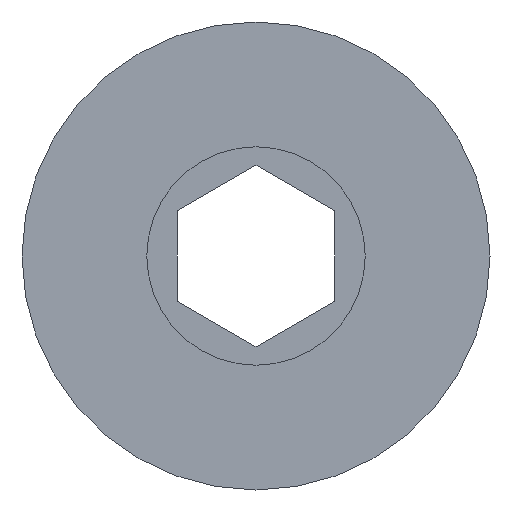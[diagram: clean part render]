
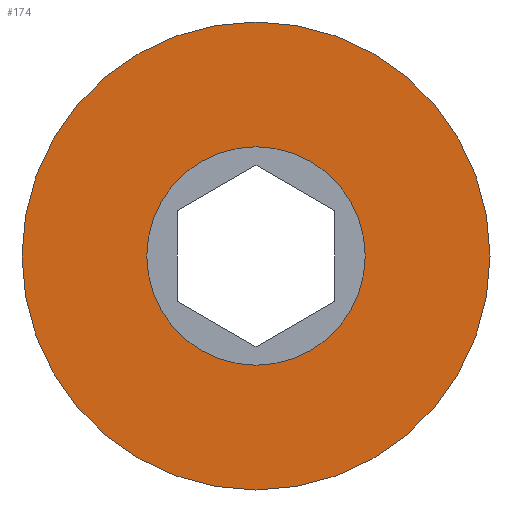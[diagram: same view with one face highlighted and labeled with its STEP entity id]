
A CAD part, left-side view. The second image highlights one B-rep face of the part: STEP entity #174.
In plain terms, the highlighted planar face has unit normal (-1, 0, 0).
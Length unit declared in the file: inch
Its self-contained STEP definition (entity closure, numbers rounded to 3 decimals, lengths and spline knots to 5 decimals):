
#23 = AXIS2_PLACEMENT_3D ( 'NONE', #641, #482, #259 ) ;
#123 = VERTEX_POINT ( 'NONE', #681 ) ;
#127 = DIRECTION ( 'NONE',  ( 1., 0., 0. ) ) ;
#157 = AXIS2_PLACEMENT_3D ( 'NONE', #185, #234, #611 ) ;
#171 = CARTESIAN_POINT ( 'NONE',  ( -0.21875, 0., 0. ) ) ;
#174 = ADVANCED_FACE ( 'NONE', ( #499, #505 ), #629, .F. ) ;
#185 = CARTESIAN_POINT ( 'NONE',  ( -0.21875, 0., 0. ) ) ;
#198 = DIRECTION ( 'NONE',  ( 0., 0., -1. ) ) ;
#234 = DIRECTION ( 'NONE',  ( -1., 0., 0. ) ) ;
#238 = CARTESIAN_POINT ( 'NONE',  ( -0.21875, 0., 0. ) ) ;
#255 = CARTESIAN_POINT ( 'NONE',  ( -0.21875, 0., 0.35 ) ) ;
#256 = ORIENTED_EDGE ( 'NONE', *, *, #329, .F. ) ;
#258 = ORIENTED_EDGE ( 'NONE', *, *, #723, .F. ) ;
#259 = DIRECTION ( 'NONE',  ( 0., 0., 1. ) ) ;
#260 = CIRCLE ( 'NONE', #469, 0.75 ) ;
#264 = CARTESIAN_POINT ( 'NONE',  ( -0.21875, 0., -0.75 ) ) ;
#273 = DIRECTION ( 'NONE',  ( -1., 0., 0. ) ) ;
#279 = ORIENTED_EDGE ( 'NONE', *, *, #588, .T. ) ;
#284 = DIRECTION ( 'NONE',  ( -1., 0., 0. ) ) ;
#292 = CARTESIAN_POINT ( 'NONE',  ( -0.21875, 0., -0.35 ) ) ;
#302 = VERTEX_POINT ( 'NONE', #255 ) ;
#303 = CARTESIAN_POINT ( 'NONE',  ( -0.21875, 0., -0.35 ) ) ;
#329 = EDGE_CURVE ( 'NONE', #302, #654, #632, .T. ) ;
#333 = DIRECTION ( 'NONE',  ( 0., 0., 1. ) ) ;
#457 = EDGE_LOOP ( 'NONE', ( #279, #584 ) ) ;
#469 = AXIS2_PLACEMENT_3D ( 'NONE', #171, #273, #333 ) ;
#482 = DIRECTION ( 'NONE',  ( -1., 0., 0. ) ) ;
#486 = AXIS2_PLACEMENT_3D ( 'NONE', #303, #127, #198 ) ;
#489 = VERTEX_POINT ( 'NONE', #264 ) ;
#499 = FACE_BOUND ( 'NONE', #530, .T. ) ;
#505 = FACE_OUTER_BOUND ( 'NONE', #457, .T. ) ;
#514 = EDGE_CURVE ( 'NONE', #489, #123, #260, .T. ) ;
#530 = EDGE_LOOP ( 'NONE', ( #256, #258 ) ) ;
#542 = AXIS2_PLACEMENT_3D ( 'NONE', #238, #284, #615 ) ;
#584 = ORIENTED_EDGE ( 'NONE', *, *, #514, .T. ) ;
#588 = EDGE_CURVE ( 'NONE', #123, #489, #660, .T. ) ;
#611 = DIRECTION ( 'NONE',  ( 0., 0., 1. ) ) ;
#615 = DIRECTION ( 'NONE',  ( 0., 0., 1. ) ) ;
#629 = PLANE ( 'NONE',  #486 ) ;
#632 = CIRCLE ( 'NONE', #23, 0.35 ) ;
#639 = CIRCLE ( 'NONE', #157, 0.35 ) ;
#641 = CARTESIAN_POINT ( 'NONE',  ( -0.21875, 0., 0. ) ) ;
#654 = VERTEX_POINT ( 'NONE', #292 ) ;
#660 = CIRCLE ( 'NONE', #542, 0.75 ) ;
#681 = CARTESIAN_POINT ( 'NONE',  ( -0.21875, 0., 0.75 ) ) ;
#723 = EDGE_CURVE ( 'NONE', #654, #302, #639, .T. ) ;
